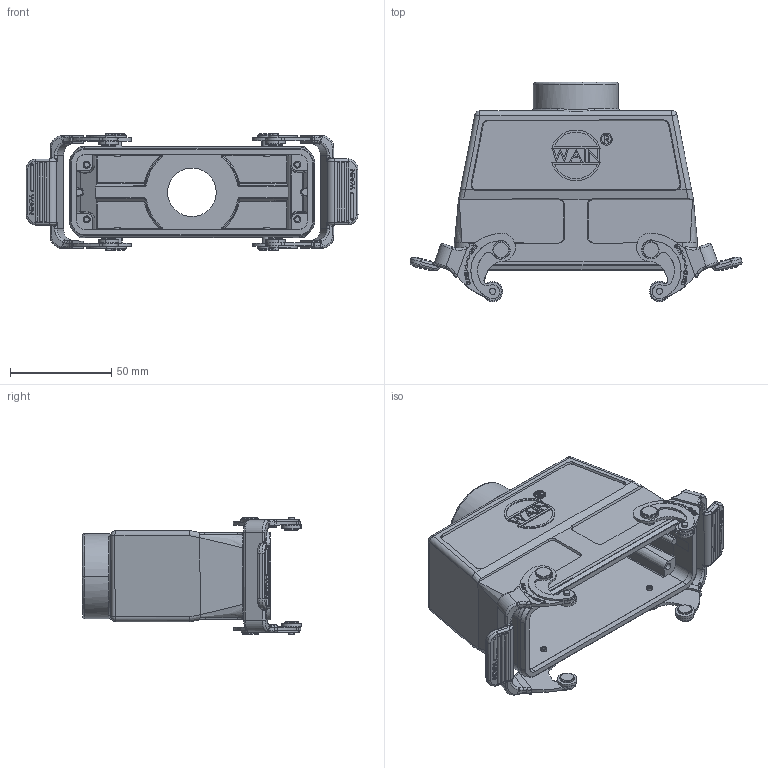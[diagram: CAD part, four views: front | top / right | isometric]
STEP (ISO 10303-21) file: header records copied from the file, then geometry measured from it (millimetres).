
FILE_DESCRIPTION((''),'2;1');
FILE_NAME('ASM0048_ASM_1_ASM','2020-10-14T',('dn.ye'),(''),'PRO/ENGINEER BY PARAMETRIC TECHNOLOGY CORPORATION, 2012480','PRO/ENGINEER BY PARAMETRIC TECHNOLOGY CORPORATION, 2012480','');
FILE_SCHEMA(('CONFIG_CONTROL_DESIGN'));
Products named in the file (1): ASM0048_ASM_1_ASM
Bounding box: 163.91 x 108.25 x 57.51 mm (x, y, z)
Volume: 112098.8 mm3; surface area: 82184.4 mm2
Topology: 21 solids, 27 shells, 1807 faces, 4832 edges, 3185 vertices
Faces by surface type: plane 885, cylinder 437, extrusion 166, bspline 117, torus 76, cone 74, sphere 52
Entity records: 64290 total; most frequent: CARTESIAN_POINT 19814, ORIENTED_EDGE 9582, DIRECTION 8551, EDGE_CURVE 4803, VERTEX_POINT 3185, AXIS2_PLACEMENT_3D 2859, VECTOR 2833, LINE 2667
